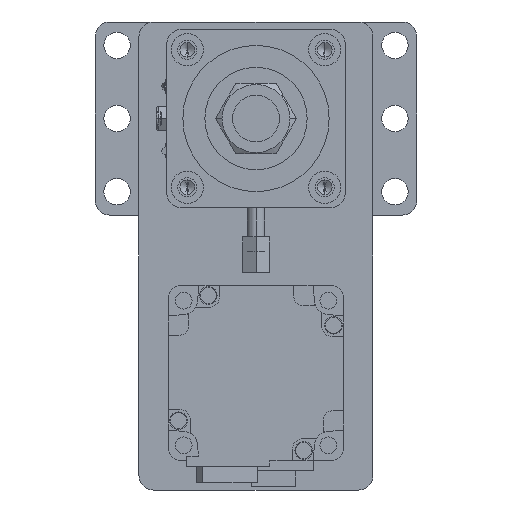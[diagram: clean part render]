
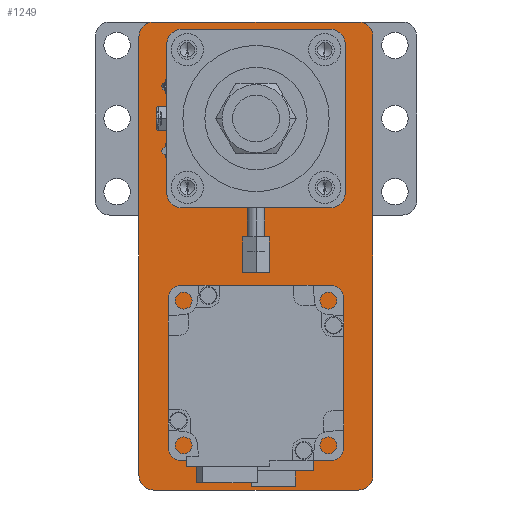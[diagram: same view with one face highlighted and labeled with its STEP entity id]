
A CAD part, left-side view. The second image highlights one B-rep face of the part: STEP entity #1249.
In plain terms, the highlighted planar face has unit normal (-1, 0, 0).
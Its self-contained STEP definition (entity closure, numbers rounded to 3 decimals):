
#33 = CARTESIAN_POINT ( 'NONE',  ( 377., 24.5, 24.5 ) ) ;
#193 = DIRECTION ( 'NONE',  ( 0., 0., 1. ) ) ;
#268 = CARTESIAN_POINT ( 'NONE',  ( 377., 24.5, -30.5 ) ) ;
#373 = DIRECTION ( 'NONE',  ( 0., 0., -1. ) ) ;
#536 = VECTOR ( 'NONE', #4913, 1000. ) ;
#769 = ORIENTED_EDGE ( 'NONE', *, *, #8934, .F. ) ;
#1023 = CARTESIAN_POINT ( 'NONE',  ( 377., 24.5, 30.5 ) ) ;
#1249 = ADVANCED_FACE ( 'NONE', ( #19626, #4383 ), #21297, .T. ) ;
#1278 = CARTESIAN_POINT ( 'NONE',  ( 377., 40., 28. ) ) ;
#1309 = VERTEX_POINT ( 'NONE', #1278 ) ;
#1378 = LINE ( 'NONE', #16807, #536 ) ;
#1437 = VERTEX_POINT ( 'NONE', #11720 ) ;
#2007 = LINE ( 'NONE', #14331, #9086 ) ;
#2405 = CARTESIAN_POINT ( 'NONE',  ( 377., 0., 0. ) ) ;
#2618 = DIRECTION ( 'NONE',  ( -1., 0., 0. ) ) ;
#2737 = CARTESIAN_POINT ( 'NONE',  ( 377., 35., -122. ) ) ;
#2971 = ORIENTED_EDGE ( 'NONE', *, *, #20071, .T. ) ;
#3149 = CARTESIAN_POINT ( 'NONE',  ( 377., -24.5, 30.5 ) ) ;
#3550 = AXIS2_PLACEMENT_3D ( 'NONE', #2737, #17542, #20994 ) ;
#3559 = VERTEX_POINT ( 'NONE', #9531 ) ;
#3573 = DIRECTION ( 'NONE',  ( 1., 0., 0. ) ) ;
#3581 = AXIS2_PLACEMENT_3D ( 'NONE', #4099, #4738, #14639 ) ;
#3755 = VERTEX_POINT ( 'NONE', #5296 ) ;
#3767 = LINE ( 'NONE', #19120, #14777 ) ;
#3770 = DIRECTION ( 'NONE',  ( 0., 0., -1. ) ) ;
#3997 = DIRECTION ( 'NONE',  ( -1., 0., 0. ) ) ;
#4099 = CARTESIAN_POINT ( 'NONE',  ( 377., -35., 28. ) ) ;
#4317 = AXIS2_PLACEMENT_3D ( 'NONE', #12799, #11024, #21365 ) ;
#4354 = ORIENTED_EDGE ( 'NONE', *, *, #20420, .T. ) ;
#4383 = FACE_OUTER_BOUND ( 'NONE', #18915, .T. ) ;
#4406 = CARTESIAN_POINT ( 'NONE',  ( 377., -35., 33. ) ) ;
#4738 = DIRECTION ( 'NONE',  ( -1., 0., 0. ) ) ;
#4913 = DIRECTION ( 'NONE',  ( 0., 0., 1. ) ) ;
#5027 = AXIS2_PLACEMENT_3D ( 'NONE', #12460, #3997, #12669 ) ;
#5155 = EDGE_CURVE ( 'NONE', #14559, #20491, #8312, .T. ) ;
#5249 = CARTESIAN_POINT ( 'NONE',  ( 377., -40., -127. ) ) ;
#5277 = CARTESIAN_POINT ( 'NONE',  ( 377., -24.5, 24.5 ) ) ;
#5296 = CARTESIAN_POINT ( 'NONE',  ( 377., 40., -122. ) ) ;
#5301 = EDGE_CURVE ( 'NONE', #1437, #9304, #1378, .T. ) ;
#5568 = VERTEX_POINT ( 'NONE', #1023 ) ;
#5744 = DIRECTION ( 'NONE',  ( 0., 0., 1. ) ) ;
#5860 = VECTOR ( 'NONE', #15808, 1000. ) ;
#5990 = CARTESIAN_POINT ( 'NONE',  ( 377., -30.5, 24.5 ) ) ;
#6047 = CARTESIAN_POINT ( 'NONE',  ( 377., -35., -122. ) ) ;
#6583 = AXIS2_PLACEMENT_3D ( 'NONE', #6047, #21397, #12933 ) ;
#6652 = EDGE_CURVE ( 'NONE', #6928, #16405, #11929, .T. ) ;
#6928 = VERTEX_POINT ( 'NONE', #11572 ) ;
#7256 = CARTESIAN_POINT ( 'NONE',  ( 377., 40., 33. ) ) ;
#7381 = ORIENTED_EDGE ( 'NONE', *, *, #17642, .T. ) ;
#7829 = CIRCLE ( 'NONE', #3581, 5. ) ;
#8134 = VERTEX_POINT ( 'NONE', #17380 ) ;
#8222 = VECTOR ( 'NONE', #193, 1000. ) ;
#8312 = CIRCLE ( 'NONE', #15049, 6. ) ;
#8477 = ORIENTED_EDGE ( 'NONE', *, *, #13413, .T. ) ;
#8637 = ORIENTED_EDGE ( 'NONE', *, *, #18605, .F. ) ;
#8664 = VERTEX_POINT ( 'NONE', #4406 ) ;
#8934 = EDGE_CURVE ( 'NONE', #3755, #1309, #13963, .T. ) ;
#9086 = VECTOR ( 'NONE', #10550, 1000. ) ;
#9304 = VERTEX_POINT ( 'NONE', #15597 ) ;
#9531 = CARTESIAN_POINT ( 'NONE',  ( 377., -30.5, -24.5 ) ) ;
#10015 = ORIENTED_EDGE ( 'NONE', *, *, #5155, .T. ) ;
#10550 = DIRECTION ( 'NONE',  ( 0., 1., 0. ) ) ;
#10678 = DIRECTION ( 'NONE',  ( 0., 1., 0. ) ) ;
#11024 = DIRECTION ( 'NONE',  ( 1., 0., 0. ) ) ;
#11267 = EDGE_CURVE ( 'NONE', #6928, #8664, #7829, .T. ) ;
#11572 = CARTESIAN_POINT ( 'NONE',  ( 377., -40., 28. ) ) ;
#11720 = CARTESIAN_POINT ( 'NONE',  ( 377., 30.5, -24.5 ) ) ;
#11771 = ORIENTED_EDGE ( 'NONE', *, *, #12351, .T. ) ;
#11929 = LINE ( 'NONE', #5249, #5860 ) ;
#12017 = DIRECTION ( 'NONE',  ( 1., 0., 0. ) ) ;
#12351 = EDGE_CURVE ( 'NONE', #3559, #21388, #13472, .T. ) ;
#12432 = AXIS2_PLACEMENT_3D ( 'NONE', #18910, #12017, #3770 ) ;
#12460 = CARTESIAN_POINT ( 'NONE',  ( 377., 35., 28. ) ) ;
#12669 = DIRECTION ( 'NONE',  ( 0., 0., 1. ) ) ;
#12740 = ORIENTED_EDGE ( 'NONE', *, *, #5301, .T. ) ;
#12799 = CARTESIAN_POINT ( 'NONE',  ( 377., 24.5, -24.5 ) ) ;
#12802 = CARTESIAN_POINT ( 'NONE',  ( 377., -35., -127. ) ) ;
#12870 = EDGE_CURVE ( 'NONE', #3755, #8134, #13855, .T. ) ;
#12933 = DIRECTION ( 'NONE',  ( 0., 0., 1. ) ) ;
#13001 = CARTESIAN_POINT ( 'NONE',  ( 377., -24.5, -30.5 ) ) ;
#13166 = ORIENTED_EDGE ( 'NONE', *, *, #19891, .T. ) ;
#13413 = EDGE_CURVE ( 'NONE', #5568, #14559, #20023, .T. ) ;
#13457 = CARTESIAN_POINT ( 'NONE',  ( 377., -30.5, 30.5 ) ) ;
#13472 = CIRCLE ( 'NONE', #12432, 6. ) ;
#13616 = DIRECTION ( 'NONE',  ( 1., 0., 0. ) ) ;
#13855 = CIRCLE ( 'NONE', #3550, 5. ) ;
#13919 = DIRECTION ( 'NONE',  ( 0., 0., -1. ) ) ;
#13963 = LINE ( 'NONE', #15404, #8222 ) ;
#14030 = LINE ( 'NONE', #15153, #15241 ) ;
#14331 = CARTESIAN_POINT ( 'NONE',  ( 377., 40., -127. ) ) ;
#14559 = VERTEX_POINT ( 'NONE', #3149 ) ;
#14635 = ORIENTED_EDGE ( 'NONE', *, *, #21110, .T. ) ;
#14639 = DIRECTION ( 'NONE',  ( 0., 0., 1. ) ) ;
#14673 = VERTEX_POINT ( 'NONE', #268 ) ;
#14777 = VECTOR ( 'NONE', #10678, 1000. ) ;
#14974 = CIRCLE ( 'NONE', #5027, 5. ) ;
#15049 = AXIS2_PLACEMENT_3D ( 'NONE', #5277, #13616, #17065 ) ;
#15153 = CARTESIAN_POINT ( 'NONE',  ( 377., -30.5, -30.5 ) ) ;
#15241 = VECTOR ( 'NONE', #373, 1000. ) ;
#15309 = AXIS2_PLACEMENT_3D ( 'NONE', #33, #3573, #13919 ) ;
#15404 = CARTESIAN_POINT ( 'NONE',  ( 377., 40., -127. ) ) ;
#15597 = CARTESIAN_POINT ( 'NONE',  ( 377., 30.5, 24.5 ) ) ;
#15808 = DIRECTION ( 'NONE',  ( 0., 0., -1. ) ) ;
#16035 = CIRCLE ( 'NONE', #4317, 6. ) ;
#16170 = CIRCLE ( 'NONE', #6583, 5. ) ;
#16238 = AXIS2_PLACEMENT_3D ( 'NONE', #2405, #2618, #5744 ) ;
#16405 = VERTEX_POINT ( 'NONE', #21638 ) ;
#16807 = CARTESIAN_POINT ( 'NONE',  ( 377., 30.5, -30.5 ) ) ;
#17065 = DIRECTION ( 'NONE',  ( 0., 0., -1. ) ) ;
#17068 = ORIENTED_EDGE ( 'NONE', *, *, #12870, .T. ) ;
#17380 = CARTESIAN_POINT ( 'NONE',  ( 377., 35., -127. ) ) ;
#17542 = DIRECTION ( 'NONE',  ( -1., 0., 0. ) ) ;
#17569 = VERTEX_POINT ( 'NONE', #18672 ) ;
#17642 = EDGE_CURVE ( 'NONE', #21388, #14673, #3767, .T. ) ;
#18186 = EDGE_CURVE ( 'NONE', #21347, #16405, #16170, .T. ) ;
#18392 = EDGE_CURVE ( 'NONE', #17569, #8664, #19041, .T. ) ;
#18605 = EDGE_CURVE ( 'NONE', #21347, #8134, #2007, .T. ) ;
#18672 = CARTESIAN_POINT ( 'NONE',  ( 377., 35., 33. ) ) ;
#18910 = CARTESIAN_POINT ( 'NONE',  ( 377., -24.5, -24.5 ) ) ;
#18915 = EDGE_LOOP ( 'NONE', ( #21266, #19835, #21972, #4354, #769, #17068, #8637, #20115 ) ) ;
#19041 = LINE ( 'NONE', #7256, #20093 ) ;
#19120 = CARTESIAN_POINT ( 'NONE',  ( 377., -30.5, -30.5 ) ) ;
#19269 = DIRECTION ( 'NONE',  ( 0., -1., 0. ) ) ;
#19626 = FACE_BOUND ( 'NONE', #21525, .T. ) ;
#19835 = ORIENTED_EDGE ( 'NONE', *, *, #11267, .T. ) ;
#19891 = EDGE_CURVE ( 'NONE', #9304, #5568, #20658, .T. ) ;
#20023 = LINE ( 'NONE', #13457, #21559 ) ;
#20071 = EDGE_CURVE ( 'NONE', #14673, #1437, #16035, .T. ) ;
#20093 = VECTOR ( 'NONE', #19269, 1000. ) ;
#20115 = ORIENTED_EDGE ( 'NONE', *, *, #18186, .T. ) ;
#20420 = EDGE_CURVE ( 'NONE', #17569, #1309, #14974, .T. ) ;
#20491 = VERTEX_POINT ( 'NONE', #5990 ) ;
#20658 = CIRCLE ( 'NONE', #15309, 6. ) ;
#20994 = DIRECTION ( 'NONE',  ( 0., 0., 1. ) ) ;
#21110 = EDGE_CURVE ( 'NONE', #20491, #3559, #14030, .T. ) ;
#21266 = ORIENTED_EDGE ( 'NONE', *, *, #6652, .F. ) ;
#21297 = PLANE ( 'NONE',  #16238 ) ;
#21347 = VERTEX_POINT ( 'NONE', #12802 ) ;
#21365 = DIRECTION ( 'NONE',  ( 0., 0., -1. ) ) ;
#21388 = VERTEX_POINT ( 'NONE', #13001 ) ;
#21397 = DIRECTION ( 'NONE',  ( -1., 0., 0. ) ) ;
#21525 = EDGE_LOOP ( 'NONE', ( #7381, #2971, #12740, #13166, #8477, #10015, #14635, #11771 ) ) ;
#21559 = VECTOR ( 'NONE', #21704, 1000. ) ;
#21638 = CARTESIAN_POINT ( 'NONE',  ( 377., -40., -122. ) ) ;
#21704 = DIRECTION ( 'NONE',  ( 0., -1., 0. ) ) ;
#21972 = ORIENTED_EDGE ( 'NONE', *, *, #18392, .F. ) ;
